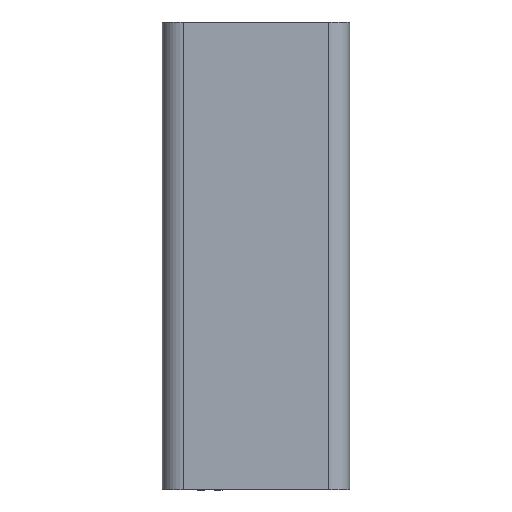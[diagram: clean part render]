
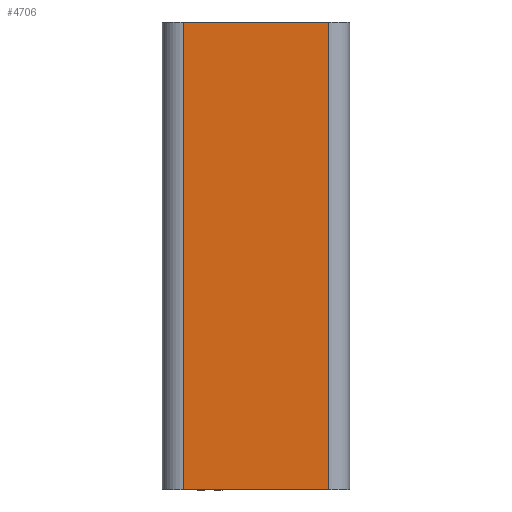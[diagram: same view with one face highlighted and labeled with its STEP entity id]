
A CAD part, left-side view. The second image highlights one B-rep face of the part: STEP entity #4706.
In plain terms, the highlighted planar face has unit normal (-1, 0, 0).
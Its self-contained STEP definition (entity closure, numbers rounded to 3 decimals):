
#314 = ORIENTED_EDGE ( 'NONE', *, *, #5414, .F. ) ;
#1656 = LINE ( 'NONE', #3439, #5305 ) ;
#1785 = EDGE_CURVE ( 'NONE', #7275, #2785, #5667, .T. ) ;
#2079 = CARTESIAN_POINT ( 'NONE',  ( 6621.81, 2564.852, 100. ) ) ;
#2218 = DIRECTION ( 'NONE',  ( 0., 1., 0. ) ) ;
#2442 = VECTOR ( 'NONE', #7533, 1000. ) ;
#2600 = ORIENTED_EDGE ( 'NONE', *, *, #6671, .F. ) ;
#2721 = VERTEX_POINT ( 'NONE', #9506 ) ;
#2785 = VERTEX_POINT ( 'NONE', #7319 ) ;
#3106 = AXIS2_PLACEMENT_3D ( 'NONE', #4174, #8891, #4246 ) ;
#3148 = CARTESIAN_POINT ( 'NONE',  ( 6621.81, 2533.852, 100. ) ) ;
#3439 = CARTESIAN_POINT ( 'NONE',  ( 6621.81, 2533.852, 100. ) ) ;
#3639 = VECTOR ( 'NONE', #2218, 1000. ) ;
#3645 = CARTESIAN_POINT ( 'NONE',  ( 6621.81, 2533.852, 0. ) ) ;
#4174 = CARTESIAN_POINT ( 'NONE',  ( 6621.81, 2564.852, 100. ) ) ;
#4246 = DIRECTION ( 'NONE',  ( 0., 0., -1. ) ) ;
#4336 = CARTESIAN_POINT ( 'NONE',  ( 6621.81, 2533.852, 100. ) ) ;
#4457 = FACE_OUTER_BOUND ( 'NONE', #5701, .T. ) ;
#4663 = ORIENTED_EDGE ( 'NONE', *, *, #1785, .F. ) ;
#4706 = ADVANCED_FACE ( 'NONE', ( #4457 ), #6560, .F. ) ;
#5158 = DIRECTION ( 'NONE',  ( 0., 0., -1. ) ) ;
#5305 = VECTOR ( 'NONE', #5774, 1000. ) ;
#5414 = EDGE_CURVE ( 'NONE', #6321, #7275, #6375, .T. ) ;
#5667 = LINE ( 'NONE', #9180, #3639 ) ;
#5701 = EDGE_LOOP ( 'NONE', ( #314, #6480, #2600, #4663 ) ) ;
#5774 = DIRECTION ( 'NONE',  ( 0., -1., 0. ) ) ;
#6135 = VECTOR ( 'NONE', #5158, 1000. ) ;
#6321 = VERTEX_POINT ( 'NONE', #3148 ) ;
#6375 = LINE ( 'NONE', #4336, #6135 ) ;
#6480 = ORIENTED_EDGE ( 'NONE', *, *, #8352, .F. ) ;
#6560 = PLANE ( 'NONE',  #3106 ) ;
#6671 = EDGE_CURVE ( 'NONE', #2785, #2721, #8412, .T. ) ;
#7275 = VERTEX_POINT ( 'NONE', #3645 ) ;
#7319 = CARTESIAN_POINT ( 'NONE',  ( 6621.81, 2564.852, 0. ) ) ;
#7533 = DIRECTION ( 'NONE',  ( 0., 0., 1. ) ) ;
#8352 = EDGE_CURVE ( 'NONE', #2721, #6321, #1656, .T. ) ;
#8412 = LINE ( 'NONE', #2079, #2442 ) ;
#8891 = DIRECTION ( 'NONE',  ( 1., 0., 0. ) ) ;
#9180 = CARTESIAN_POINT ( 'NONE',  ( 6621.81, 2533.852, 0. ) ) ;
#9506 = CARTESIAN_POINT ( 'NONE',  ( 6621.81, 2564.852, 100. ) ) ;
